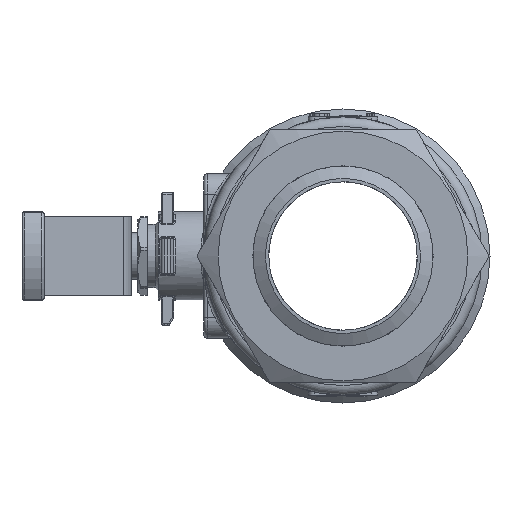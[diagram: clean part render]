
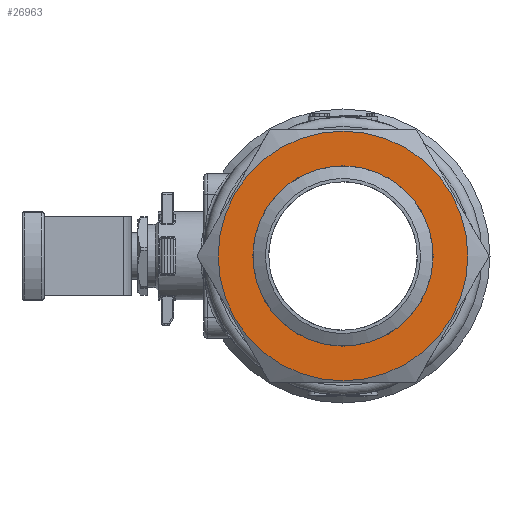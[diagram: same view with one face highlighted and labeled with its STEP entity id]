
A CAD part, left-side view. The second image highlights one B-rep face of the part: STEP entity #26963.
In plain terms, the highlighted planar face has unit normal (-1, 0, 0).
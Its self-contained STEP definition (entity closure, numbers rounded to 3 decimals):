
#26451=CARTESIAN_POINT('',(0.0,-39.5,0.0));
#26452=VERTEX_POINT('',#26451);
#26453=CARTESIAN_POINT('',(0.,0.,0.0));
#26454=DIRECTION('',(-1.0,0.0,0.0));
#26455=DIRECTION('',(0.0,-1.0,0.0));
#26456=AXIS2_PLACEMENT_3D('',#26453,#26454,#26455);
#26457=CIRCLE('',#26456,39.5);
#26458=EDGE_CURVE('',#26452,#26452,#26457,.T.);
#26944=CARTESIAN_POINT('',(0.,-34.0,0.0));
#26945=DIRECTION('',(-1.0,0.0,0.0));
#26946=DIRECTION('',(0.0,0.0,1.0));
#26947=AXIS2_PLACEMENT_3D('',#26944,#26945,#26946);
#26948=PLANE('',#26947);
#26949=ORIENTED_EDGE('',*,*,#26458,.T.);
#26950=EDGE_LOOP('',(#26949));
#26951=FACE_OUTER_BOUND('',#26950,.T.);
#26952=CARTESIAN_POINT('',(0.,-28.5,0.0));
#26953=VERTEX_POINT('',#26952);
#26954=CARTESIAN_POINT('',(0.,0.,0.0));
#26955=DIRECTION('',(-1.0,0.0,0.0));
#26956=DIRECTION('',(0.0,-1.0,0.0));
#26957=AXIS2_PLACEMENT_3D('',#26954,#26955,#26956);
#26958=CIRCLE('',#26957,28.5);
#26959=EDGE_CURVE('',#26953,#26953,#26958,.T.);
#26960=ORIENTED_EDGE('',*,*,#26959,.F.);
#26961=EDGE_LOOP('',(#26960));
#26962=FACE_BOUND('',#26961,.T.);
#26963=ADVANCED_FACE('',(#26951,#26962),#26948,.T.);
